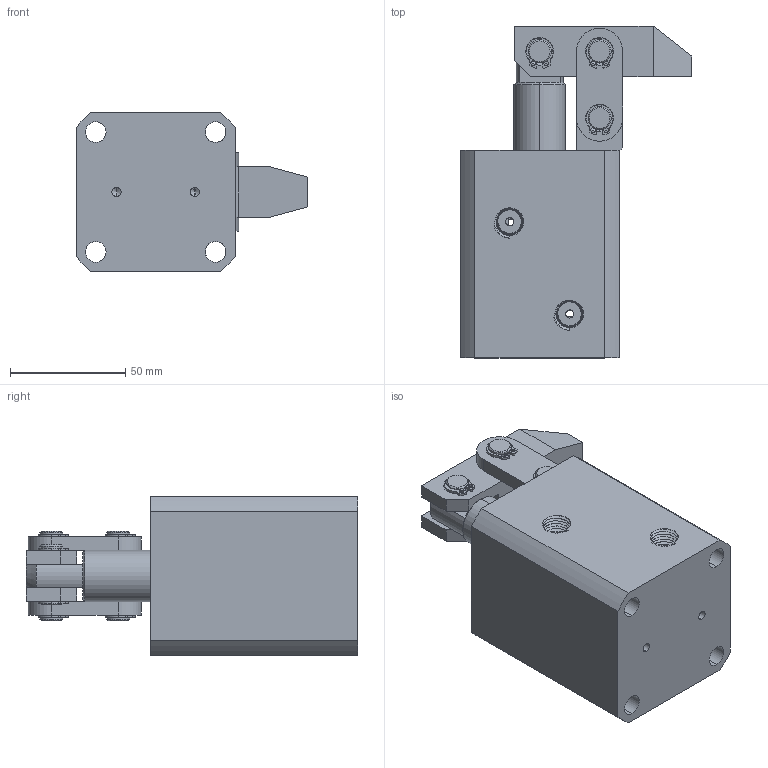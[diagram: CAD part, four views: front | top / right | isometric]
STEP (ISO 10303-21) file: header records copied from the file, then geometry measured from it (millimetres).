
FILE_DESCRIPTION (( 'STEP AP214' ), '1' );
FILE_NAME ('CHLC-40.STEP', '2019-04-15T03:12:16', ( '' ), ( '' ), 'SwSTEP 2.0', 'SolidWorks 2016', '' );
FILE_SCHEMA (( 'AUTOMOTIVE_DESIGN' ));
Length unit declared in the file: millimetre
Products named in the file (8): CHLC-40-06; CHLC-40-04; CHLC-40-02; CHLC-40-03; CHLC-40-01; CHLC-40-08; CHLC-40-05; CHLC-40
Assembly tree (14 placements, depth 2):
  CHLC-40
    CHLC-40-05
    CHLC-40-08
    CHLC-40-01
    CHLC-40-03  x2
    CHLC-40-02  x2
    CHLC-40-04
    CHLC-40-06  x6
Bounding box: 100.49 x 144 x 68.97 mm (x, y, z)
Volume: 417889.4 mm3; surface area: 86381.5 mm2
Topology: 14 solids, 14 shells, 485 faces, 1246 edges, 808 vertices
Faces by surface type: cylinder 202, cone 132, plane 123, bspline 28
Entity records: 41357 total; most frequent: CARTESIAN_POINT 30257, ORIENTED_EDGE 1660, DIRECTION 1360, EDGE_CURVE 830, VERTEX_POINT 536, AXIS2_PLACEMENT_3D 518, EDGE_LOOP 380, FACE_OUTER_BOUND 327
